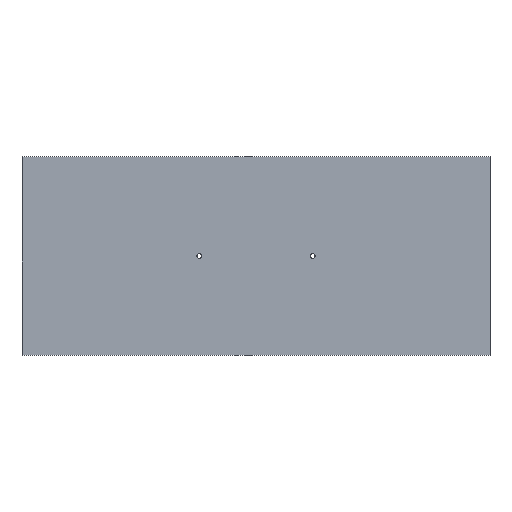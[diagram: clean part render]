
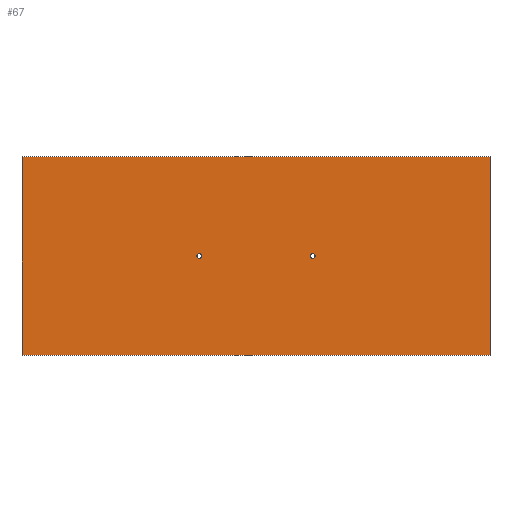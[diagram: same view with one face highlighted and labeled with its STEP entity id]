
A CAD part, top view. The second image highlights one B-rep face of the part: STEP entity #67.
In plain terms, the highlighted planar face has unit normal (0, 0, 1).
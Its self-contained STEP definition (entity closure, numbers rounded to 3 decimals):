
#67=ADVANCED_FACE('',(#141,#143,#145),#147,.T.);
#141=FACE_BOUND('',#142,.T.);
#142=EDGE_LOOP('',(#204,#205,#206,#207));
#143=FACE_BOUND('',#144,.T.);
#144=EDGE_LOOP('',(#208));
#145=FACE_BOUND('',#146,.T.);
#146=EDGE_LOOP('',(#209));
#147=PLANE('',#148);
#148=AXIS2_PLACEMENT_3D('',#149,#150,#151);
#149=CARTESIAN_POINT('',(0.,0.,16.));
#150=DIRECTION('',(0.,0.,1.));
#151=DIRECTION('',(1.,0.,0.));
#204=ORIENTED_EDGE('',*,*,#236,.T.);
#205=ORIENTED_EDGE('',*,*,#237,.T.);
#206=ORIENTED_EDGE('',*,*,#238,.T.);
#207=ORIENTED_EDGE('',*,*,#239,.T.);
#208=ORIENTED_EDGE('',*,*,#240,.T.);
#209=ORIENTED_EDGE('',*,*,#241,.T.);
#236=EDGE_CURVE('',#258,#259,#260,.T.);
#237=EDGE_CURVE('',#259,#261,#262,.T.);
#238=EDGE_CURVE('',#261,#263,#264,.T.);
#239=EDGE_CURVE('',#263,#258,#265,.T.);
#240=EDGE_CURVE('',#266,#266,#267,.F.);
#241=EDGE_CURVE('',#268,#268,#269,.F.);
#258=VERTEX_POINT('',#300);
#259=VERTEX_POINT('',#301);
#260=LINE('',#302,#303);
#261=VERTEX_POINT('',#305);
#262=LINE('',#306,#307);
#263=VERTEX_POINT('',#309);
#264=LINE('',#310,#311);
#265=LINE('',#313,#314);
#266=VERTEX_POINT('',#316);
#267=CIRCLE('',#317,2.);
#268=VERTEX_POINT('',#321);
#269=CIRCLE('',#322,2.);
#300=CARTESIAN_POINT('',(198.,168.,16.));
#301=CARTESIAN_POINT('',(-198.,168.,16.));
#302=CARTESIAN_POINT('',(198.,168.,16.));
#303=VECTOR('',#304,1.);
#304=DIRECTION('',(-1.,0.,0.));
#305=CARTESIAN_POINT('',(-198.,0.,16.));
#306=CARTESIAN_POINT('',(-198.,168.,16.));
#307=VECTOR('',#308,1.);
#308=DIRECTION('',(0.,-1.,0.));
#309=CARTESIAN_POINT('',(198.,0.,16.));
#310=CARTESIAN_POINT('',(-198.,0.,16.));
#311=VECTOR('',#312,1.);
#312=DIRECTION('',(1.,0.,0.));
#313=CARTESIAN_POINT('',(198.,0.,16.));
#314=VECTOR('',#315,1.);
#315=DIRECTION('',(0.,1.,0.));
#316=CARTESIAN_POINT('',(-46.,84.,16.));
#317=AXIS2_PLACEMENT_3D('',#318,#319,#320);
#318=CARTESIAN_POINT('',(-48.,84.,16.));
#319=DIRECTION('',(0.,0.,1.));
#320=DIRECTION('',(1.,0.,0.));
#321=CARTESIAN_POINT('',(50.,84.,16.));
#322=AXIS2_PLACEMENT_3D('',#323,#324,#325);
#323=CARTESIAN_POINT('',(48.,84.,16.));
#324=DIRECTION('',(0.,0.,1.));
#325=DIRECTION('',(1.,0.,0.));
